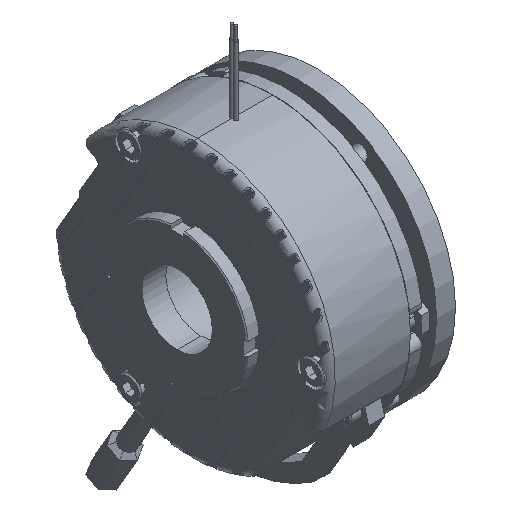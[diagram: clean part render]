
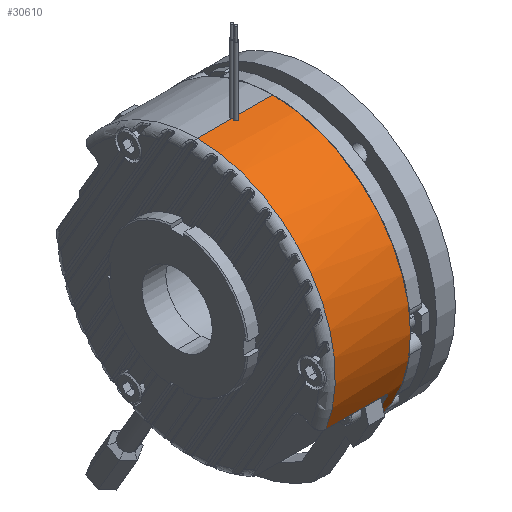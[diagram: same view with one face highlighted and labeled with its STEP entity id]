
A CAD part, isometric view. The second image highlights one B-rep face of the part: STEP entity #30610.
In plain terms, the highlighted cylindrical face has radius 51 mm (diameter 102 mm), a partial arc.
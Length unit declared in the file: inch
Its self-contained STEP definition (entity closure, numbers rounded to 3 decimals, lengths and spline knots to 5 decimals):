
#40 = CARTESIAN_POINT ( 'NONE',  ( 0.40413, -0.87721, -1.80613 ) ) ;
#68 = VECTOR ( 'NONE', #4395, 39.37008 ) ;
#391 = CARTESIAN_POINT ( 'NONE',  ( 0.42107, -0.91468, -1.78747 ) ) ;
#1041 = AXIS2_PLACEMENT_3D ( 'NONE', #4979, #35361, #5320 ) ;
#1272 = CARTESIAN_POINT ( 'NONE',  ( 0., 0., 0. ) ) ;
#2423 = DIRECTION ( 'NONE',  ( -1., 0., 0. ) ) ;
#2592 = CARTESIAN_POINT ( 'NONE',  ( 0.40312, -1.86825, -0.73567 ) ) ;
#2618 = VERTEX_POINT ( 'NONE', #12387 ) ;
#2740 = CARTESIAN_POINT ( 'NONE',  ( 0.39244, -0.8662, -1.81143 ) ) ;
#4035 = EDGE_CURVE ( 'NONE', #14991, #24703, #27423, .T. ) ;
#4154 = FACE_OUTER_BOUND ( 'NONE', #32922, .T. ) ;
#4281 = ORIENTED_EDGE ( 'NONE', *, *, #33999, .T. ) ;
#4304 = DIRECTION ( 'NONE',  ( -1., 0., 0. ) ) ;
#4395 = DIRECTION ( 'NONE',  ( 1., 0., 0. ) ) ;
#4521 = EDGE_CURVE ( 'NONE', #2618, #16742, #25660, .T. ) ;
#4630 = CARTESIAN_POINT ( 'NONE',  ( 0.42563, -0.95418, -1.76666 ) ) ;
#4754 = LINE ( 'NONE', #9981, #68 ) ;
#4979 = CARTESIAN_POINT ( 'NONE',  ( 0.42563, 0., 0. ) ) ;
#5170 = VECTOR ( 'NONE', #26243, 39.37008 ) ;
#5320 = DIRECTION ( 'NONE',  ( 0., 0., -1. ) ) ;
#5565 = EDGE_CURVE ( 'NONE', #20981, #33882, #15107, .T. ) ;
#6081 = CIRCLE ( 'NONE', #10675, 2.00787 ) ;
#6868 = VECTOR ( 'NONE', #4304, 39.37008 ) ;
#7477 = CARTESIAN_POINT ( 'NONE',  ( 0.6122, 0., 0. ) ) ;
#7645 = ORIENTED_EDGE ( 'NONE', *, *, #24897, .T. ) ;
#7985 = VECTOR ( 'NONE', #14793, 39.37008 ) ;
#8874 = CARTESIAN_POINT ( 'NONE',  ( 0.40977, -0.88626, -1.80172 ) ) ;
#9100 = ORIENTED_EDGE ( 'NONE', *, *, #5565, .F. ) ;
#9310 = EDGE_CURVE ( 'NONE', #15708, #17685, #33870, .T. ) ;
#9462 = ORIENTED_EDGE ( 'NONE', *, *, #4035, .T. ) ;
#9570 = CYLINDRICAL_SURFACE ( 'NONE', #30903, 2.00787 ) ;
#9635 = DIRECTION ( 'NONE',  ( -1., 0., 0. ) ) ;
#9917 = DIRECTION ( 'NONE',  ( 0., 0., 1. ) ) ;
#9981 = CARTESIAN_POINT ( 'NONE',  ( 0., -1.87272, -0.72422 ) ) ;
#10204 = CARTESIAN_POINT ( 'NONE',  ( -0.48425, -0.85693, -1.81583 ) ) ;
#10329 = CARTESIAN_POINT ( 'NONE',  ( 0.37445, -1.87272, -0.72422 ) ) ;
#10509 = CARTESIAN_POINT ( 'NONE',  ( 0.41795, -1.86157, -0.7524 ) ) ;
#10675 = AXIS2_PLACEMENT_3D ( 'NONE', #7477, #2423, #16067 ) ;
#10936 = CARTESIAN_POINT ( 'NONE',  ( -0.48425, -1.87272, -0.72422 ) ) ;
#11011 = CARTESIAN_POINT ( 'NONE',  ( 0.37231, -0.85693, -1.81583 ) ) ;
#11191 = CARTESIAN_POINT ( 'NONE',  ( 0.42563, -0.94424, -1.77203 ) ) ;
#11836 = EDGE_CURVE ( 'NONE', #17437, #16742, #35183, .T. ) ;
#12046 = ORIENTED_EDGE ( 'NONE', *, *, #11836, .F. ) ;
#12387 = CARTESIAN_POINT ( 'NONE',  ( 0.6122, 0., 2.00787 ) ) ;
#12668 = DIRECTION ( 'NONE',  ( 0., 0., 1. ) ) ;
#12776 = CARTESIAN_POINT ( 'NONE',  ( 0., 0., -2.00787 ) ) ;
#13316 = AXIS2_PLACEMENT_3D ( 'NONE', #25781, #9635, #12668 ) ;
#13339 = CARTESIAN_POINT ( 'NONE',  ( 0.36657, -0.85693, -1.81583 ) ) ;
#13366 = CARTESIAN_POINT ( 'NONE',  ( 0.42563, -1.85321, -0.7728 ) ) ;
#13782 = CARTESIAN_POINT ( 'NONE',  ( 0.42563, -1.85015, -0.78006 ) ) ;
#14793 = DIRECTION ( 'NONE',  ( -1., 0., 0. ) ) ;
#14850 = B_SPLINE_CURVE_WITH_KNOTS ( 'NONE', 3,
 ( #35140, #10329, #35324, #30079, #2592, #21455, #18749, #10509, #35502, #32450, #13366, #26497 ),
 .UNSPECIFIED., .F., .F.,
 ( 4, 2, 2, 2, 2, 4 ),
 ( 0., 0.0006, 0.00119, 0.00149, 0.00179, 0.00239 ),
 .UNSPECIFIED. ) ;
#14991 = VERTEX_POINT ( 'NONE', #13782 ) ;
#15107 = LINE ( 'NONE', #12776, #5170 ) ;
#15505 = CARTESIAN_POINT ( 'NONE',  ( -0.48425, 0., -2.00787 ) ) ;
#15708 = VERTEX_POINT ( 'NONE', #13339 ) ;
#16067 = DIRECTION ( 'NONE',  ( 0., 0., 1. ) ) ;
#16209 = CARTESIAN_POINT ( 'NONE',  ( 0.38794, -0.86295, -1.81298 ) ) ;
#16443 = EDGE_CURVE ( 'NONE', #17437, #19705, #4754, .T. ) ;
#16742 = VERTEX_POINT ( 'NONE', #23220 ) ;
#17437 = VERTEX_POINT ( 'NONE', #10936 ) ;
#17685 = VERTEX_POINT ( 'NONE', #10204 ) ;
#18344 = DIRECTION ( 'NONE',  ( -1., 0., 0. ) ) ;
#18517 = CARTESIAN_POINT ( 'NONE',  ( 0.6122, 0., -2.00787 ) ) ;
#18749 = CARTESIAN_POINT ( 'NONE',  ( 0.41372, -1.86401, -0.74634 ) ) ;
#19617 = CARTESIAN_POINT ( 'NONE',  ( 0.42563, -0.95418, -1.76666 ) ) ;
#19705 = VERTEX_POINT ( 'NONE', #35309 ) ;
#20981 = VERTEX_POINT ( 'NONE', #18517 ) ;
#21455 = CARTESIAN_POINT ( 'NONE',  ( 0.41125, -1.86516, -0.74346 ) ) ;
#21625 = EDGE_CURVE ( 'NONE', #20981, #2618, #6081, .T. ) ;
#21967 = CARTESIAN_POINT ( 'NONE',  ( 0.36657, -0.85693, -1.81583 ) ) ;
#22086 = B_SPLINE_CURVE_WITH_KNOTS ( 'NONE', 3,
 ( #19617, #11191, #30057, #391, #22500, #8874, #40, #2740, #16209, #27177, #11011, #21967 ),
 .UNSPECIFIED., .F., .F.,
 ( 4, 2, 2, 2, 2, 4 ),
 ( 0., 0.00085, 0.00171, 0.00256, 0.00299, 0.00342 ),
 .UNSPECIFIED. ) ;
#22500 = CARTESIAN_POINT ( 'NONE',  ( 0.4182, -0.90485, -1.79246 ) ) ;
#23220 = CARTESIAN_POINT ( 'NONE',  ( -0.48425, 0., 2.00787 ) ) ;
#23753 = CARTESIAN_POINT ( 'NONE',  ( -0.48425, 0., 0. ) ) ;
#24703 = VERTEX_POINT ( 'NONE', #4630 ) ;
#24804 = EDGE_CURVE ( 'NONE', #33882, #17685, #32268, .T. ) ;
#24897 = EDGE_CURVE ( 'NONE', #19705, #14991, #14850, .T. ) ;
#25660 = LINE ( 'NONE', #33786, #6868 ) ;
#25781 = CARTESIAN_POINT ( 'NONE',  ( -0.48425, 0., 0. ) ) ;
#26243 = DIRECTION ( 'NONE',  ( -1., 0., 0. ) ) ;
#26497 = CARTESIAN_POINT ( 'NONE',  ( 0.42563, -1.85015, -0.78006 ) ) ;
#27177 = CARTESIAN_POINT ( 'NONE',  ( 0.37784, -0.85828, -1.81519 ) ) ;
#27423 = CIRCLE ( 'NONE', #1041, 2.00787 ) ;
#27500 = ORIENTED_EDGE ( 'NONE', *, *, #24804, .F. ) ;
#28277 = AXIS2_PLACEMENT_3D ( 'NONE', #23753, #18344, #34761 ) ;
#28694 = ORIENTED_EDGE ( 'NONE', *, *, #4521, .T. ) ;
#28874 = ORIENTED_EDGE ( 'NONE', *, *, #16443, .T. ) ;
#30057 = CARTESIAN_POINT ( 'NONE',  ( 0.42478, -0.93434, -1.77727 ) ) ;
#30079 = CARTESIAN_POINT ( 'NONE',  ( 0.39654, -1.86991, -0.73144 ) ) ;
#30204 = ORIENTED_EDGE ( 'NONE', *, *, #9310, .T. ) ;
#30610 = ADVANCED_FACE ( 'NONE', ( #4154 ), #9570, .T. ) ;
#30903 = AXIS2_PLACEMENT_3D ( 'NONE', #1272, #34899, #9917 ) ;
#32268 = CIRCLE ( 'NONE', #13316, 2.00787 ) ;
#32450 = CARTESIAN_POINT ( 'NONE',  ( 0.42412, -1.85617, -0.76567 ) ) ;
#32922 = EDGE_LOOP ( 'NONE', ( #9100, #35449, #28694, #12046, #28874, #7645, #9462, #4281, #30204, #27500 ) ) ;
#33786 = CARTESIAN_POINT ( 'NONE',  ( 0., 0., 2.00787 ) ) ;
#33870 = LINE ( 'NONE', #34235, #7985 ) ;
#33882 = VERTEX_POINT ( 'NONE', #15505 ) ;
#33999 = EDGE_CURVE ( 'NONE', #24703, #15708, #22086, .T. ) ;
#34235 = CARTESIAN_POINT ( 'NONE',  ( 0., -0.85693, -1.81583 ) ) ;
#34761 = DIRECTION ( 'NONE',  ( 0., 0., 1. ) ) ;
#34899 = DIRECTION ( 'NONE',  ( -1., 0., 0. ) ) ;
#35140 = CARTESIAN_POINT ( 'NONE',  ( 0.36657, -1.87272, -0.72422 ) ) ;
#35183 = CIRCLE ( 'NONE', #28277, 2.00787 ) ;
#35309 = CARTESIAN_POINT ( 'NONE',  ( 0.36657, -1.87272, -0.72422 ) ) ;
#35324 = CARTESIAN_POINT ( 'NONE',  ( 0.38227, -1.87213, -0.72574 ) ) ;
#35361 = DIRECTION ( 'NONE',  ( 1., 0., 0. ) ) ;
#35449 = ORIENTED_EDGE ( 'NONE', *, *, #21625, .T. ) ;
#35502 = CARTESIAN_POINT ( 'NONE',  ( 0.41974, -1.86028, -0.75559 ) ) ;
